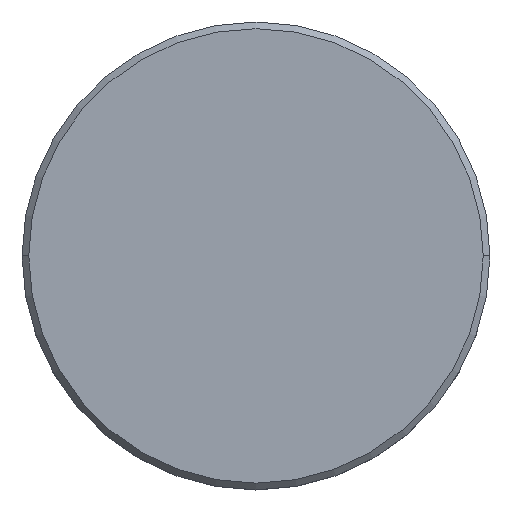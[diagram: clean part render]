
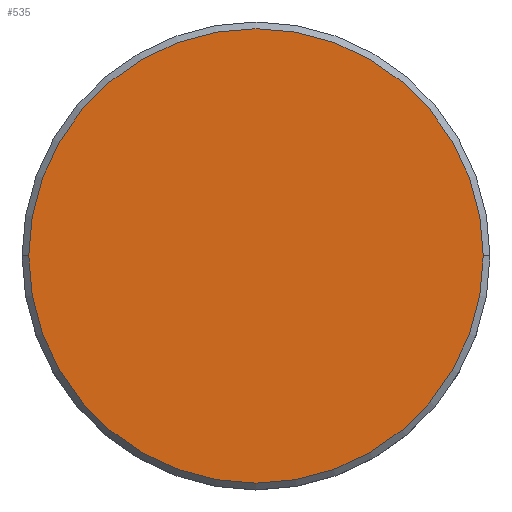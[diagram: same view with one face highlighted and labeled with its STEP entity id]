
A CAD part, top view. The second image highlights one B-rep face of the part: STEP entity #535.
In plain terms, the highlighted planar face has unit normal (0, 0, 1).
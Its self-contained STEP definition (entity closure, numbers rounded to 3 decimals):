
#126 = CARTESIAN_POINT ( 'NONE',  ( 17., 0., 0. ) ) ;
#134 = AXIS2_PLACEMENT_3D ( 'NONE', #385, #851, #217 ) ;
#186 = AXIS2_PLACEMENT_3D ( 'NONE', #201, #996, #537 ) ;
#192 = EDGE_LOOP ( 'NONE', ( #491, #289 ) ) ;
#201 = CARTESIAN_POINT ( 'NONE',  ( 0., 0., 0. ) ) ;
#206 = CARTESIAN_POINT ( 'NONE',  ( 0., 0., 0. ) ) ;
#217 = DIRECTION ( 'NONE',  ( 1., 0., 0. ) ) ;
#274 = EDGE_CURVE ( 'NONE', #849, #988, #388, .T. ) ;
#285 = EDGE_CURVE ( 'NONE', #988, #849, #1098, .T. ) ;
#289 = ORIENTED_EDGE ( 'NONE', *, *, #274, .T. ) ;
#385 = CARTESIAN_POINT ( 'NONE',  ( 0., 0., 0. ) ) ;
#388 = CIRCLE ( 'NONE', #186, 17. ) ;
#491 = ORIENTED_EDGE ( 'NONE', *, *, #285, .T. ) ;
#535 = ADVANCED_FACE ( 'NONE', ( #550 ), #555, .T. ) ;
#537 = DIRECTION ( 'NONE',  ( 1., 0., 0. ) ) ;
#543 = DIRECTION ( 'NONE',  ( 1., 0., 0. ) ) ;
#550 = FACE_OUTER_BOUND ( 'NONE', #192, .T. ) ;
#555 = PLANE ( 'NONE',  #134 ) ;
#753 = CARTESIAN_POINT ( 'NONE',  ( -17., 0., 0. ) ) ;
#849 = VERTEX_POINT ( 'NONE', #126 ) ;
#851 = DIRECTION ( 'NONE',  ( 0., 0., 1. ) ) ;
#917 = DIRECTION ( 'NONE',  ( 0., 0., 1. ) ) ;
#988 = VERTEX_POINT ( 'NONE', #753 ) ;
#996 = DIRECTION ( 'NONE',  ( 0., 0., 1. ) ) ;
#1098 = CIRCLE ( 'NONE', #1139, 17. ) ;
#1139 = AXIS2_PLACEMENT_3D ( 'NONE', #206, #917, #543 ) ;
